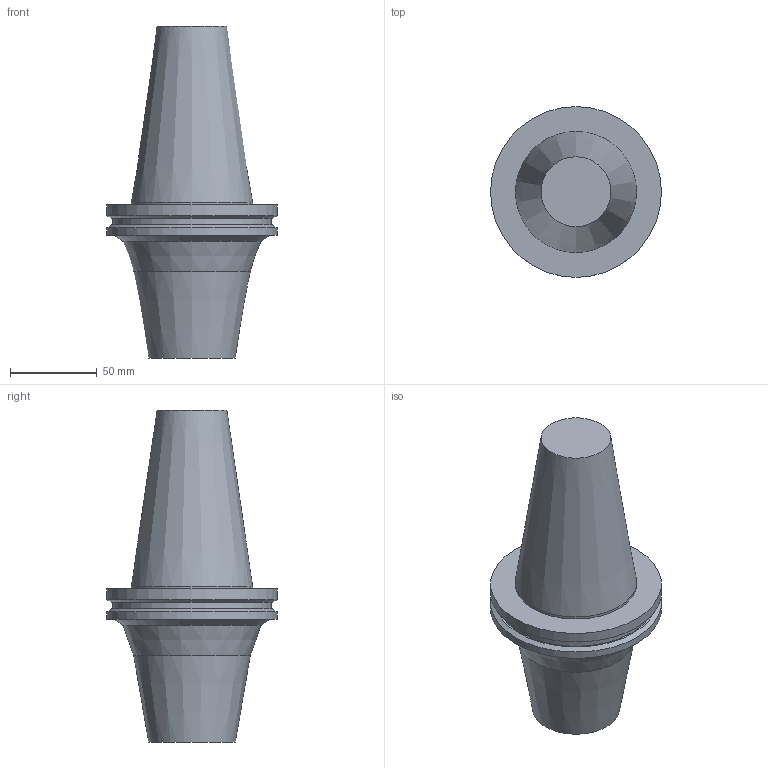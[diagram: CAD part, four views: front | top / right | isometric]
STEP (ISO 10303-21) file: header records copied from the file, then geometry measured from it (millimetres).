
FILE_DESCRIPTION((''),'1');
FILE_NAME('BCV50Y-S50-3.5.stp','2018-03-13T06:08:41',(''),(''),'Spatial Interop R21 SP3','Kubotek KeyCreator 2011 V10.0.2 (22737)',' ');
FILE_SCHEMA(('automotive_design'));
Length unit declared in the file: millimetre
Products named in the file (1): Unnamed[1]
Bounding box: 98.42 x 98.42 x 191.3 mm (x, y, z)
Volume: 609337.6 mm3; surface area: 48323.6 mm2
Topology: 1 solids, 1 shells, 16 faces, 25 edges, 15 vertices
Faces by surface type: plane 6, cone 6, cylinder 4
Full cylindrical faces by diameter (mm): 69.85 x1, 91.29 x1, 98.425 x2
Entity records: 609 total; most frequent: DIRECTION 64, PRESENTATION_STYLE_ASSIGNMENT 49, COLOUR_RGB 49, CARTESIAN_POINT 47, STYLED_ITEM 32, AXIS2_PLACEMENT_3D 32, CURVE_STYLE 32, DRAUGHTING_PRE_DEFINED_CURVE_FONT 32
